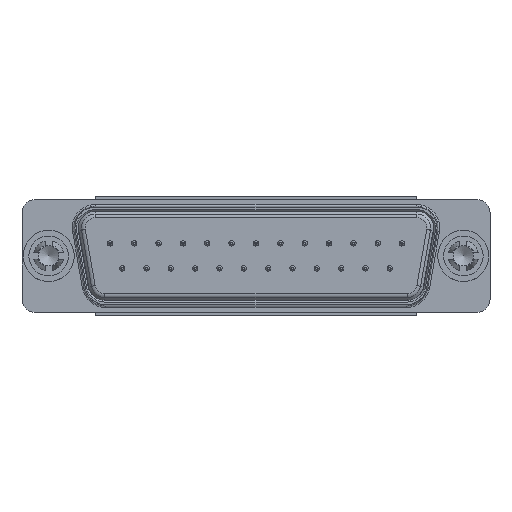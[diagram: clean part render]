
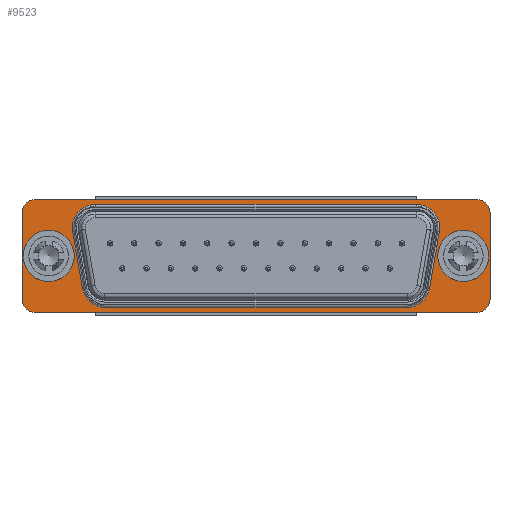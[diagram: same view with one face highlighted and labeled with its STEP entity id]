
A CAD part, top view. The second image highlights one B-rep face of the part: STEP entity #9523.
In plain terms, the highlighted planar face has unit normal (0, 0, 1).
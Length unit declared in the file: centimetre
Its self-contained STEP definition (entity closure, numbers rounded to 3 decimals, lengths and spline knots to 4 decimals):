
#330=LINE('',#15161,#939);
#331=LINE('',#15173,#940);
#332=LINE('',#15176,#941);
#333=LINE('',#15187,#942);
#350=LINE('',#15231,#959);
#358=LINE('',#15250,#967);
#365=LINE('',#15267,#974);
#387=LINE('',#15333,#996);
#939=VECTOR('',#12247,0.6468);
#940=VECTOR('',#12264,3.4124);
#941=VECTOR('',#12267,3.637);
#942=VECTOR('',#12284,0.6468);
#959=VECTOR('',#12327,0.98);
#967=VECTOR('',#12343,5.009);
#974=VECTOR('',#12358,0.98);
#996=VECTOR('',#12438,5.009);
#1587=PLANE('',#10536);
#2083=FACE_BOUND('',#3367,.T.);
#2084=FACE_BOUND('',#3368,.T.);
#2085=FACE_BOUND('',#3369,.T.);
#2621=FACE_OUTER_BOUND('',#3366,.T.);
#3366=EDGE_LOOP('',(#7911,#7912,#7913,#7914,#7915,#7916,#7917,#7918));
#3367=EDGE_LOOP('',(#7919));
#3368=EDGE_LOOP('',(#7920));
#3369=EDGE_LOOP('',(#7921,#7922,#7923,#7924,#7925,#7926,#7927,#7928));
#3689=CIRCLE('',#9924,0.29);
#3725=CIRCLE('',#9997,0.29);
#3859=CIRCLE('',#10293,0.2659);
#3860=CIRCLE('',#10295,0.2659);
#3865=CIRCLE('',#10303,0.2659);
#3866=CIRCLE('',#10305,0.2659);
#3872=CIRCLE('',#10322,0.15);
#3874=CIRCLE('',#10326,0.15);
#3876=CIRCLE('',#10330,0.15);
#3878=CIRCLE('',#10333,0.15);
#4241=VERTEX_POINT('',#14178);
#4301=VERTEX_POINT('',#14399);
#4504=VERTEX_POINT('',#15157);
#4505=VERTEX_POINT('',#15159);
#4506=VERTEX_POINT('',#15163);
#4507=VERTEX_POINT('',#15167);
#4508=VERTEX_POINT('',#15171);
#4509=VERTEX_POINT('',#15175);
#4510=VERTEX_POINT('',#15179);
#4511=VERTEX_POINT('',#15183);
#4524=VERTEX_POINT('',#15229);
#4525=VERTEX_POINT('',#15230);
#4530=VERTEX_POINT('',#15243);
#4532=VERTEX_POINT('',#15249);
#4536=VERTEX_POINT('',#15260);
#4538=VERTEX_POINT('',#15266);
#4542=VERTEX_POINT('',#15277);
#4544=VERTEX_POINT('',#15283);
#5136=EDGE_CURVE('',#4241,#4241,#3689,.T.);
#5228=EDGE_CURVE('',#4301,#4301,#3725,.T.);
#5506=EDGE_CURVE('',#4505,#4504,#330,.T.);
#5508=EDGE_CURVE('',#4506,#4505,#3859,.T.);
#5509=EDGE_CURVE('',#4504,#4507,#3860,.T.);
#5512=EDGE_CURVE('',#4508,#4506,#331,.T.);
#5513=EDGE_CURVE('',#4507,#4509,#332,.T.);
#5516=EDGE_CURVE('',#4510,#4508,#3865,.T.);
#5517=EDGE_CURVE('',#4509,#4511,#3866,.T.);
#5519=EDGE_CURVE('',#4511,#4510,#333,.T.);
#5540=EDGE_CURVE('',#4524,#4525,#350,.T.);
#5547=EDGE_CURVE('',#4530,#4524,#3872,.T.);
#5550=EDGE_CURVE('',#4532,#4530,#358,.T.);
#5556=EDGE_CURVE('',#4536,#4532,#3874,.T.);
#5559=EDGE_CURVE('',#4538,#4536,#365,.T.);
#5565=EDGE_CURVE('',#4542,#4538,#3876,.T.);
#5568=EDGE_CURVE('',#4525,#4544,#3878,.T.);
#5592=EDGE_CURVE('',#4544,#4542,#387,.T.);
#7911=ORIENTED_EDGE('',*,*,#5556,.T.);
#7912=ORIENTED_EDGE('',*,*,#5550,.T.);
#7913=ORIENTED_EDGE('',*,*,#5547,.T.);
#7914=ORIENTED_EDGE('',*,*,#5540,.T.);
#7915=ORIENTED_EDGE('',*,*,#5568,.T.);
#7916=ORIENTED_EDGE('',*,*,#5592,.T.);
#7917=ORIENTED_EDGE('',*,*,#5565,.T.);
#7918=ORIENTED_EDGE('',*,*,#5559,.T.);
#7919=ORIENTED_EDGE('',*,*,#5136,.F.);
#7920=ORIENTED_EDGE('',*,*,#5228,.F.);
#7921=ORIENTED_EDGE('',*,*,#5519,.F.);
#7922=ORIENTED_EDGE('',*,*,#5517,.F.);
#7923=ORIENTED_EDGE('',*,*,#5513,.F.);
#7924=ORIENTED_EDGE('',*,*,#5509,.F.);
#7925=ORIENTED_EDGE('',*,*,#5506,.F.);
#7926=ORIENTED_EDGE('',*,*,#5508,.F.);
#7927=ORIENTED_EDGE('',*,*,#5512,.F.);
#7928=ORIENTED_EDGE('',*,*,#5516,.F.);
#9523=ADVANCED_FACE('',(#2621,#2083,#2084,#2085),#1587,.T.);
#9924=AXIS2_PLACEMENT_3D('',#14179,#11372,#11373);
#9997=AXIS2_PLACEMENT_3D('',#14400,#11558,#11559);
#10293=AXIS2_PLACEMENT_3D('',#15165,#12252,#12253);
#10295=AXIS2_PLACEMENT_3D('',#15168,#12256,#12257);
#10303=AXIS2_PLACEMENT_3D('',#15181,#12274,#12275);
#10305=AXIS2_PLACEMENT_3D('',#15184,#12278,#12279);
#10322=AXIS2_PLACEMENT_3D('',#15244,#12336,#12337);
#10326=AXIS2_PLACEMENT_3D('',#15261,#12351,#12352);
#10330=AXIS2_PLACEMENT_3D('',#15278,#12366,#12367);
#10333=AXIS2_PLACEMENT_3D('',#15284,#12373,#12374);
#10536=AXIS2_PLACEMENT_3D('',#15847,#12972,#12973);
#11372=DIRECTION('center_axis',(0.,0.,
1.));
#11373=DIRECTION('ref_axis',(-1.,0.,0.));
#11558=DIRECTION('center_axis',(0.,0.,
1.));
#11559=DIRECTION('ref_axis',(-1.,0.,0.));
#12247=DIRECTION('',(0.174,0.985,0.));
#12252=DIRECTION('center_axis',(0.,0.,
1.));
#12253=DIRECTION('ref_axis',(0.643,-0.766,0.));
#12256=DIRECTION('center_axis',(0.,0.,
1.));
#12257=DIRECTION('ref_axis',(0.766,0.643,0.));
#12264=DIRECTION('',(1.,0.,0.));
#12267=DIRECTION('',(-1.,0.,0.));
#12274=DIRECTION('center_axis',(0.,0.,
1.));
#12275=DIRECTION('ref_axis',(-0.643,-0.766,0.));
#12278=DIRECTION('center_axis',(0.,0.,
1.));
#12279=DIRECTION('ref_axis',(-0.766,0.643,0.));
#12284=DIRECTION('',(0.174,-0.985,0.));
#12327=DIRECTION('',(0.,1.,0.));
#12336=DIRECTION('center_axis',(0.,0.,
1.));
#12337=DIRECTION('ref_axis',(0.,-1.,0.));
#12343=DIRECTION('',(1.,0.,0.));
#12351=DIRECTION('center_axis',(0.,0.,
1.));
#12352=DIRECTION('ref_axis',(-1.,0.,0.));
#12358=DIRECTION('',(0.,-1.,0.));
#12366=DIRECTION('center_axis',(0.,0.,
1.));
#12367=DIRECTION('ref_axis',(0.,1.,0.));
#12373=DIRECTION('center_axis',(0.,0.,
1.));
#12374=DIRECTION('ref_axis',(1.,0.,0.));
#12438=DIRECTION('',(-1.,0.,0.));
#12972=DIRECTION('center_axis',(0.,0.,
1.));
#12973=DIRECTION('ref_axis',(1.,0.,0.));
#14178=CARTESIAN_POINT('',(2.642,0.,0.22));
#14179=CARTESIAN_POINT('Origin',(2.352,0.,0.22));
#14399=CARTESIAN_POINT('',(-2.062,0.,0.22));
#14400=CARTESIAN_POINT('Origin',(-2.352,0.,0.22));
#15157=CARTESIAN_POINT('',(2.0804,0.2723,0.22));
#15159=CARTESIAN_POINT('',(1.968,-0.3647,0.22));
#15161=CARTESIAN_POINT('',(2.0257,-0.0376,0.22));
#15163=CARTESIAN_POINT('',(1.7062,-0.5844,0.22));
#15165=CARTESIAN_POINT('Origin',(1.7062,-0.3185,0.22));
#15167=CARTESIAN_POINT('',(1.8185,0.5844,0.22));
#15168=CARTESIAN_POINT('Origin',(1.8185,0.3185,0.22));
#15171=CARTESIAN_POINT('',(-1.7062,-0.5844,0.22));
#15173=CARTESIAN_POINT('',(0.8531,-0.5844,0.22));
#15175=CARTESIAN_POINT('',(-1.8185,0.5844,0.22));
#15176=CARTESIAN_POINT('',(-0.9093,0.5844,0.22));
#15179=CARTESIAN_POINT('',(-1.968,-0.3647,0.22));
#15181=CARTESIAN_POINT('Origin',(-1.7062,-0.3185,0.22));
#15183=CARTESIAN_POINT('',(-2.0804,0.2723,0.22));
#15184=CARTESIAN_POINT('Origin',(-1.8185,0.3185,0.22));
#15187=CARTESIAN_POINT('',(-1.9696,-0.3561,0.22));
#15229=CARTESIAN_POINT('',(2.6545,-0.49,0.22));
#15230=CARTESIAN_POINT('',(2.6545,0.49,0.22));
#15231=CARTESIAN_POINT('',(2.6545,-0.245,0.22));
#15243=CARTESIAN_POINT('',(2.5045,-0.64,0.22));
#15244=CARTESIAN_POINT('Origin',(2.5045,-0.49,0.22));
#15249=CARTESIAN_POINT('',(-2.5045,-0.64,0.22));
#15250=CARTESIAN_POINT('',(-1.2523,-0.64,0.22));
#15260=CARTESIAN_POINT('',(-2.6545,-0.49,0.22));
#15261=CARTESIAN_POINT('Origin',(-2.5045,-0.49,0.22));
#15266=CARTESIAN_POINT('',(-2.6545,0.49,0.22));
#15267=CARTESIAN_POINT('',(-2.6545,0.245,0.22));
#15277=CARTESIAN_POINT('',(-2.5045,0.64,0.22));
#15278=CARTESIAN_POINT('Origin',(-2.5045,0.49,0.22));
#15283=CARTESIAN_POINT('',(2.5045,0.64,0.22));
#15284=CARTESIAN_POINT('Origin',(2.5045,0.49,0.22));
#15333=CARTESIAN_POINT('',(1.2523,0.64,0.22));
#15847=CARTESIAN_POINT('Origin',(0.,0.,
0.22));
